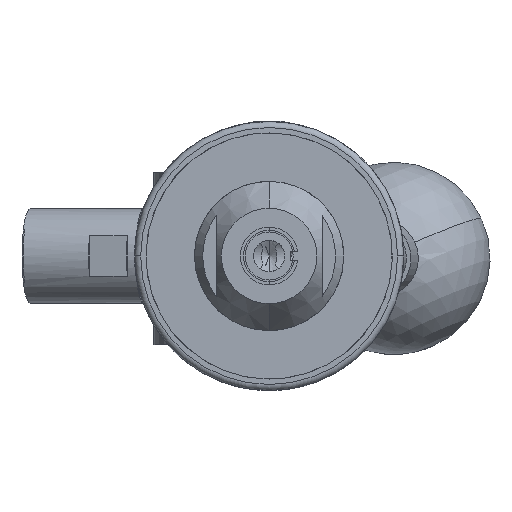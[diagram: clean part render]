
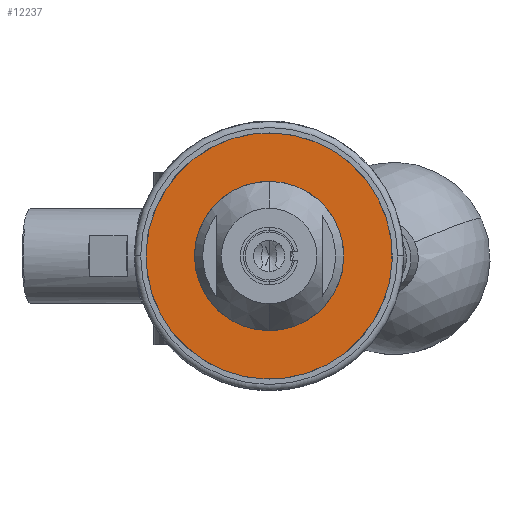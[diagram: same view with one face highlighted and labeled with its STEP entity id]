
A CAD part, left-side view. The second image highlights one B-rep face of the part: STEP entity #12237.
In plain terms, the highlighted planar face has unit normal (-1, 0, 0).
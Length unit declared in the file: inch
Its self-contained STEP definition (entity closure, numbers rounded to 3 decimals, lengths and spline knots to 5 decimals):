
#554 = AXIS2_PLACEMENT_3D ( 'NONE', #13913, #12474, #1072 ) ;
#577 = AXIS2_PLACEMENT_3D ( 'NONE', #3877, #4029, #8979 ) ;
#713 = VERTEX_POINT ( 'NONE', #2874 ) ;
#1013 = CARTESIAN_POINT ( 'NONE',  ( -4.364, -0.32694, 0.35824 ) ) ;
#1072 = DIRECTION ( 'NONE',  ( 0., 0.674, -0.739 ) ) ;
#1291 = DIRECTION ( 'NONE',  ( 1., 0., 0. ) ) ;
#1904 = DIRECTION ( 'NONE',  ( 1., 0., 0. ) ) ;
#2577 = DIRECTION ( 'NONE',  ( 0., 0.674, -0.739 ) ) ;
#2874 = CARTESIAN_POINT ( 'NONE',  ( -4.364, 0.32694, -0.35824 ) ) ;
#3038 = CARTESIAN_POINT ( 'NONE',  ( -4.364, 0., 0. ) ) ;
#3096 = AXIS2_PLACEMENT_3D ( 'NONE', #3038, #1904, #7020 ) ;
#3877 = CARTESIAN_POINT ( 'NONE',  ( -4.364, 0., 0. ) ) ;
#4029 = DIRECTION ( 'NONE',  ( 1., 0., 0. ) ) ;
#6451 = ORIENTED_EDGE ( 'NONE', *, *, #12693, .T. ) ;
#7020 = DIRECTION ( 'NONE',  ( 0., 0.674, -0.739 ) ) ;
#7067 = VERTEX_POINT ( 'NONE', #8765 ) ;
#7286 = CARTESIAN_POINT ( 'NONE',  ( -4.364, 0., 0. ) ) ;
#8213 = EDGE_CURVE ( 'NONE', #7067, #9603, #13621, .T. ) ;
#8465 = EDGE_CURVE ( 'NONE', #713, #9805, #15677, .T. ) ;
#8480 = EDGE_LOOP ( 'NONE', ( #8712, #15757 ) ) ;
#8712 = ORIENTED_EDGE ( 'NONE', *, *, #8213, .F. ) ;
#8765 = CARTESIAN_POINT ( 'NONE',  ( -4.364, -0.53928, 0.59091 ) ) ;
#8979 = DIRECTION ( 'NONE',  ( 0., 0.674, -0.739 ) ) ;
#9390 = CIRCLE ( 'NONE', #577, 0.8 ) ;
#9473 = PLANE ( 'NONE',  #554 ) ;
#9552 = FACE_BOUND ( 'NONE', #9799, .T. ) ;
#9603 = VERTEX_POINT ( 'NONE', #12174 ) ;
#9799 = EDGE_LOOP ( 'NONE', ( #16429, #6451 ) ) ;
#9805 = VERTEX_POINT ( 'NONE', #1013 ) ;
#9873 = AXIS2_PLACEMENT_3D ( 'NONE', #10111, #1291, #2577 ) ;
#9909 = EDGE_CURVE ( 'NONE', #9603, #7067, #9390, .T. ) ;
#10111 = CARTESIAN_POINT ( 'NONE',  ( -4.364, 0., 0. ) ) ;
#11505 = AXIS2_PLACEMENT_3D ( 'NONE', #7286, #12491, #12413 ) ;
#12060 = FACE_OUTER_BOUND ( 'NONE', #8480, .T. ) ;
#12174 = CARTESIAN_POINT ( 'NONE',  ( -4.364, 0.53928, -0.59091 ) ) ;
#12237 = ADVANCED_FACE ( 'NONE', ( #12060, #9552 ), #9473, .F. ) ;
#12413 = DIRECTION ( 'NONE',  ( 0., 0.674, -0.739 ) ) ;
#12474 = DIRECTION ( 'NONE',  ( 1., 0., 0. ) ) ;
#12491 = DIRECTION ( 'NONE',  ( 1., 0., 0. ) ) ;
#12693 = EDGE_CURVE ( 'NONE', #9805, #713, #14171, .T. ) ;
#13621 = CIRCLE ( 'NONE', #11505, 0.8 ) ;
#13913 = CARTESIAN_POINT ( 'NONE',  ( -4.364, 0., 0. ) ) ;
#14171 = CIRCLE ( 'NONE', #9873, 0.485 ) ;
#15677 = CIRCLE ( 'NONE', #3096, 0.485 ) ;
#15757 = ORIENTED_EDGE ( 'NONE', *, *, #9909, .F. ) ;
#16429 = ORIENTED_EDGE ( 'NONE', *, *, #8465, .T. ) ;
